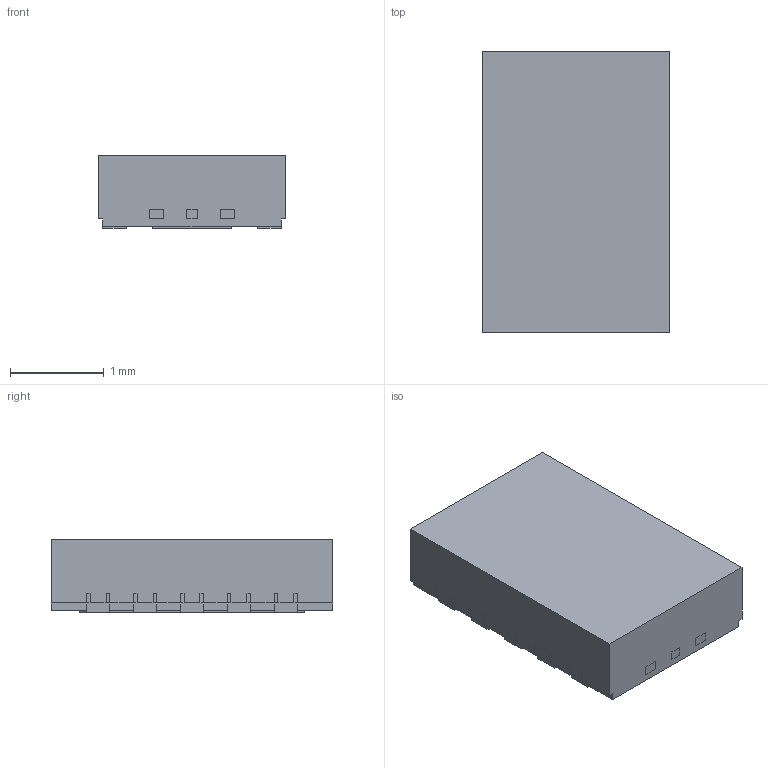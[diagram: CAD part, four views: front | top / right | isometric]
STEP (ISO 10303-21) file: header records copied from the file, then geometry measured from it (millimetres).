
FILE_DESCRIPTION((''),'2;1');
FILE_NAME('DMG0010A_ASM','2018-02-09T08:52:40',('a0412086'),(''),'CREO PARAMETRIC BY PTC INC, 2017260','CREO PARAMETRIC BY PTC INC, 2017260','');
FILE_SCHEMA(('AUTOMOTIVE_DESIGN { 1 0 10303 214 1 1 1 1 }'));
Length unit declared in the file: millimetre
Products named in the file (4): BODY-SON_AF0; PIN1-ID; FRAME-DMG0010A_AF0; DMG0010A_ASM
Assembly tree (3 placements, depth 2):
  DMG0010A_ASM
    BODY-SON_AF0
    PIN1-ID
    FRAME-DMG0010A_AF0
Bounding box: 2 x 3 x 0.78 mm (x, y, z)
Volume: 4.5 mm3; surface area: 35.4 mm2
Topology: 12 solids, 12 shells, 295 faces, 822 edges, 548 vertices
Faces by surface type: plane 295
Entity records: 12418 total; most frequent: CARTESIAN_POINT 1715, ORIENTED_EDGE 1644, DIRECTION 1478, PRESENTATION_STYLE_ASSIGNMENT 861, STYLED_ITEM 835, VECTOR 822, LINE 822, CURVE_STYLE 822
